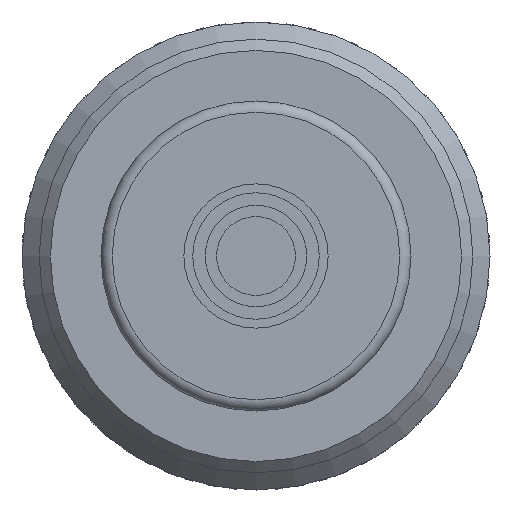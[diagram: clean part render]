
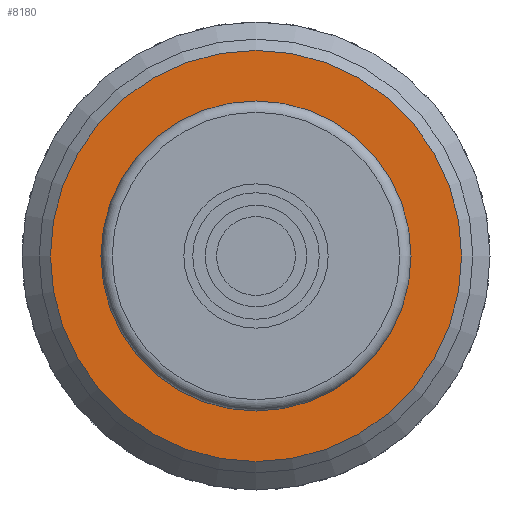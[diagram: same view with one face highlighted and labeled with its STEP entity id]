
A CAD part, front view. The second image highlights one B-rep face of the part: STEP entity #8180.
In plain terms, the highlighted planar face has unit normal (0, -1, 0).
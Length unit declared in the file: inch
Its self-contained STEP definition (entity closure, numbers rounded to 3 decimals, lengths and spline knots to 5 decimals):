
#249 = VERTEX_POINT ( 'NONE', #1587 ) ;
#1196 = ORIENTED_EDGE ( 'NONE', *, *, #2252, .T. ) ;
#1209 = DIRECTION ( 'NONE',  ( 0., -1., 0. ) ) ;
#1238 = DIRECTION ( 'NONE',  ( 0., 0., -1. ) ) ;
#1295 = DIRECTION ( 'NONE',  ( 0., 0., -1. ) ) ;
#1587 = CARTESIAN_POINT ( 'NONE',  ( 0., 0.53578, -0.275 ) ) ;
#2167 = VERTEX_POINT ( 'NONE', #6951 ) ;
#2252 = EDGE_CURVE ( 'NONE', #2167, #2167, #2874, .T. ) ;
#2874 = CIRCLE ( 'NONE', #8787, 0.36465 ) ;
#2914 = DIRECTION ( 'NONE',  ( 0., -1., 0. ) ) ;
#3700 = EDGE_LOOP ( 'NONE', ( #1196 ) ) ;
#4853 = FACE_BOUND ( 'NONE', #5964, .T. ) ;
#5038 = CARTESIAN_POINT ( 'NONE',  ( 0., 0.53578, 0. ) ) ;
#5184 = CARTESIAN_POINT ( 'NONE',  ( 0.38465, 0.53578, 0. ) ) ;
#5486 = EDGE_CURVE ( 'NONE', #249, #249, #6915, .T. ) ;
#5621 = AXIS2_PLACEMENT_3D ( 'NONE', #9856, #1209, #7482 ) ;
#5899 = DIRECTION ( 'NONE',  ( 0., -1., 0. ) ) ;
#5964 = EDGE_LOOP ( 'NONE', ( #7262 ) ) ;
#6915 = CIRCLE ( 'NONE', #5621, 0.275 ) ;
#6951 = CARTESIAN_POINT ( 'NONE',  ( 0., 0.53578, -0.36465 ) ) ;
#7262 = ORIENTED_EDGE ( 'NONE', *, *, #5486, .F. ) ;
#7482 = DIRECTION ( 'NONE',  ( 0., 0., -1. ) ) ;
#8180 = ADVANCED_FACE ( 'NONE', ( #4853, #9561 ), #9824, .T. ) ;
#8787 = AXIS2_PLACEMENT_3D ( 'NONE', #5038, #5899, #1238 ) ;
#9412 = AXIS2_PLACEMENT_3D ( 'NONE', #5184, #2914, #1295 ) ;
#9561 = FACE_OUTER_BOUND ( 'NONE', #3700, .T. ) ;
#9824 = PLANE ( 'NONE',  #9412 ) ;
#9856 = CARTESIAN_POINT ( 'NONE',  ( 0., 0.53578, 0. ) ) ;
